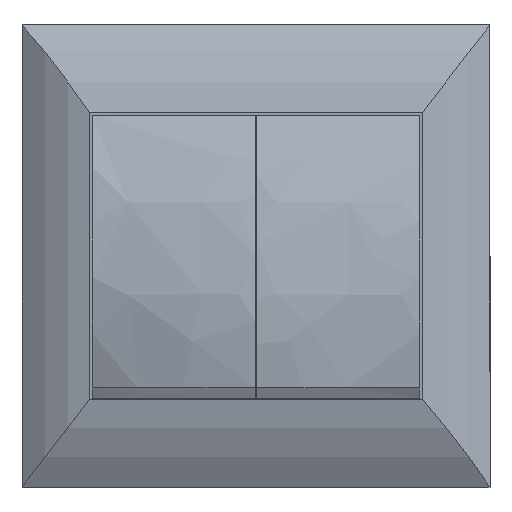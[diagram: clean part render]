
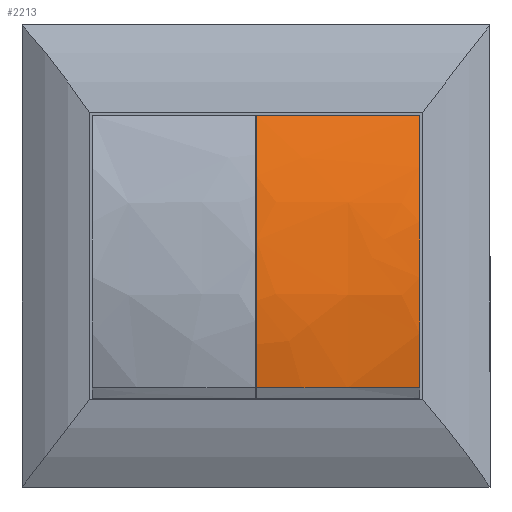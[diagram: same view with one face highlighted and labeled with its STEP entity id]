
A CAD part, top view. The second image highlights one B-rep face of the part: STEP entity #2213.
In plain terms, the highlighted free-form (B-spline) face has degree [3, 3] with [4, 14] control points.
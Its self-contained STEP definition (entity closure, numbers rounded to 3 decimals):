
#6 = CARTESIAN_POINT ( 'NONE',  ( 25.414, -7.089, 19.855 ) ) ;
#26 = CARTESIAN_POINT ( 'NONE',  ( -21.139, -23., 16.857 ) ) ;
#87 = CARTESIAN_POINT ( 'NONE',  ( -27.454, 24.5, 11.003 ) ) ;
#185 = CARTESIAN_POINT ( 'NONE',  ( 27.473, 24.5, 11.003 ) ) ;
#191 = EDGE_CURVE ( 'NONE', #2526, #1405, #2664, .T. ) ;
#368 = CARTESIAN_POINT ( 'NONE',  ( -25.357, 24.5, 11.009 ) ) ;
#369 = EDGE_CURVE ( 'NONE', #6678, #2465, #625, .T. ) ;
#371 = CARTESIAN_POINT ( 'NONE',  ( 28.5, -7.187, 19.265 ) ) ;
#625 = B_SPLINE_CURVE_WITH_KNOTS ( 'NONE', 3,
 ( #3966, #4023, #4062, #3959, #3953, #3945, #3939, #3917, #3904 ),
 .UNSPECIFIED., .F., .F.,
 ( 4, 1, 1, 1, 1, 1, 4 ),
 ( 0.502, 0.56, 0.671, 0.781, 0.891, 0.946, 1. ),
 .UNSPECIFIED. ) ;
#710 = CARTESIAN_POINT ( 'NONE',  ( -28.5, -23., 15. ) ) ;
#886 = CARTESIAN_POINT ( 'NONE',  ( -27.454, -23., 15.289 ) ) ;
#938 = CARTESIAN_POINT ( 'NONE',  ( 0.1, -6.724, 22.048 ) ) ;
#1081 = CIRCLE ( 'NONE', #2761, 70. ) ;
#1097 = ORIENTED_EDGE ( 'NONE', *, *, #369, .F. ) ;
#1142 = CARTESIAN_POINT ( 'NONE',  ( 27.473, 9.657, 17.946 ) ) ;
#1305 = CARTESIAN_POINT ( 'NONE',  ( -9.425, -23., 18.637 ) ) ;
#1312 = CARTESIAN_POINT ( 'NONE',  ( 27.473, -7.154, 19.461 ) ) ;
#1348 = FACE_OUTER_BOUND ( 'NONE', #3538, .T. ) ;
#1405 = VERTEX_POINT ( 'NONE', #3984 ) ;
#1452 = CARTESIAN_POINT ( 'NONE',  ( 3.413, -6.723, 22.055 ) ) ;
#1506 = CARTESIAN_POINT ( 'NONE',  ( -9.425, 24.5, 11.036 ) ) ;
#1526 = CARTESIAN_POINT ( 'NONE',  ( 28.5, 24.5, 11. ) ) ;
#1528 = CARTESIAN_POINT ( 'NONE',  ( 21.272, 9.841, 18.474 ) ) ;
#1539 = CARTESIAN_POINT ( 'NONE',  ( -15.83, -6.858, 21.244 ) ) ;
#1579 = CARTESIAN_POINT ( 'NONE',  ( -28.5, 9.623, 17.849 ) ) ;
#1663 = CARTESIAN_POINT ( 'NONE',  ( 28.5, 24.5, 11. ) ) ;
#1684 = CARTESIAN_POINT ( 'NONE',  ( -2.991, 24.5, 11.04 ) ) ;
#1815 = DIRECTION ( 'NONE',  ( 1., 0., 0. ) ) ;
#1877 = CARTESIAN_POINT ( 'NONE',  ( 3.413, -23., 19.009 ) ) ;
#2054 = CARTESIAN_POINT ( 'NONE',  ( 0.1, 10.107, 19.228 ) ) ;
#2069 = CARTESIAN_POINT ( 'NONE',  ( -25.357, 9.726, 18.145 ) ) ;
#2115 = CARTESIAN_POINT ( 'NONE',  ( -25.357, -7.087, 19.865 ) ) ;
#2213 = ADVANCED_FACE ( 'NONE', ( #1348 ), #6426, .T. ) ;
#2435 = CARTESIAN_POINT ( 'NONE',  ( 16.059, -23., 17.813 ) ) ;
#2465 = VERTEX_POINT ( 'NONE', #1526 ) ;
#2526 = VERTEX_POINT ( 'NONE', #6732 ) ;
#2654 = CARTESIAN_POINT ( 'NONE',  ( -27.454, 9.657, 17.948 ) ) ;
#2664 = B_SPLINE_CURVE_WITH_KNOTS ( 'NONE', 3,
 ( #5247, #5429, #5614, #5236, #5220, #5208, #5193, #5184, #5173 ),
 .UNSPECIFIED., .F., .F.,
 ( 4, 1, 1, 1, 1, 1, 4 ),
 ( 0., 0.054, 0.109, 0.219, 0.329, 0.44, 0.498 ),
 .UNSPECIFIED. ) ;
#2746 = CARTESIAN_POINT ( 'NONE',  ( 25.414, 24.5, 11.009 ) ) ;
#2761 = AXIS2_PLACEMENT_3D ( 'NONE', #5305, #1815, #5869 ) ;
#3008 = CARTESIAN_POINT ( 'NONE',  ( 25.414, -23., 15.854 ) ) ;
#3172 = CARTESIAN_POINT ( 'NONE',  ( 25.414, 9.724, 18.14 ) ) ;
#3188 = CARTESIAN_POINT ( 'NONE',  ( 21.272, 24.5, 11.018 ) ) ;
#3238 = CARTESIAN_POINT ( 'NONE',  ( 9.769, 24.5, 11.036 ) ) ;
#3499 = CARTESIAN_POINT ( 'NONE',  ( -25.357, -23., 15.869 ) ) ;
#3538 = EDGE_LOOP ( 'NONE', ( #1097, #7026, #5375, #4077 ) ) ;
#3589 = CARTESIAN_POINT ( 'NONE',  ( 28.5, -23., 15. ) ) ;
#3747 = CARTESIAN_POINT ( 'NONE',  ( -9.425, 10.062, 19.101 ) ) ;
#3825 = CARTESIAN_POINT ( 'NONE',  ( -28.5, -7.187, 19.265 ) ) ;
#3903 = CARTESIAN_POINT ( 'NONE',  ( -2.991, -6.722, 22.065 ) ) ;
#3904 = CARTESIAN_POINT ( 'NONE',  ( 28.5, 24.5, 11. ) ) ;
#3917 = CARTESIAN_POINT ( 'NONE',  ( 27.473, 24.5, 11.003 ) ) ;
#3939 = CARTESIAN_POINT ( 'NONE',  ( 25.414, 24.5, 11.009 ) ) ;
#3945 = CARTESIAN_POINT ( 'NONE',  ( 21.272, 24.5, 11.018 ) ) ;
#3953 = CARTESIAN_POINT ( 'NONE',  ( 16.059, 24.5, 11.028 ) ) ;
#3959 = CARTESIAN_POINT ( 'NONE',  ( 9.769, 24.5, 11.036 ) ) ;
#3966 = CARTESIAN_POINT ( 'NONE',  ( 0.1, 24.5, 11.04 ) ) ;
#3984 = CARTESIAN_POINT ( 'NONE',  ( 0.1, -23., 19. ) ) ;
#4019 = B_SPLINE_CURVE_WITH_KNOTS ( 'NONE', 3,
 ( #7190, #2054, #938, #4990 ),
 .UNSPECIFIED., .F., .F.,
 ( 4, 4 ),
 ( 0., 0.049 ),
 .UNSPECIFIED. ) ;
#4023 = CARTESIAN_POINT ( 'NONE',  ( 1.218, 24.5, 11.04 ) ) ;
#4062 = CARTESIAN_POINT ( 'NONE',  ( 4.444, 24.5, 11.039 ) ) ;
#4077 = ORIENTED_EDGE ( 'NONE', *, *, #5491, .F. ) ;
#4102 = CARTESIAN_POINT ( 'NONE',  ( 3.413, 24.5, 11.04 ) ) ;
#4274 = CARTESIAN_POINT ( 'NONE',  ( 16.059, 24.5, 11.028 ) ) ;
#4321 = CARTESIAN_POINT ( 'NONE',  ( -15.83, 9.966, 18.828 ) ) ;
#4781 = CARTESIAN_POINT ( 'NONE',  ( -15.83, -23., 17.851 ) ) ;
#4879 = CARTESIAN_POINT ( 'NONE',  ( -15.83, 24.5, 11.029 ) ) ;
#4942 = CARTESIAN_POINT ( 'NONE',  ( -9.425, -6.767, 21.794 ) ) ;
#4964 = CARTESIAN_POINT ( 'NONE',  ( -21.139, 9.845, 18.484 ) ) ;
#4990 = CARTESIAN_POINT ( 'NONE',  ( 0.1, -23., 19. ) ) ;
#5141 = CARTESIAN_POINT ( 'NONE',  ( -27.454, -7.154, 19.465 ) ) ;
#5173 = CARTESIAN_POINT ( 'NONE',  ( 0.1, -23., 19. ) ) ;
#5184 = CARTESIAN_POINT ( 'NONE',  ( 1.218, -23., 18.999 ) ) ;
#5193 = CARTESIAN_POINT ( 'NONE',  ( 4.444, -23., 18.943 ) ) ;
#5208 = CARTESIAN_POINT ( 'NONE',  ( 9.769, -23., 18.603 ) ) ;
#5220 = CARTESIAN_POINT ( 'NONE',  ( 16.059, -23., 17.813 ) ) ;
#5236 = CARTESIAN_POINT ( 'NONE',  ( 21.272, -23., 16.828 ) ) ;
#5247 = CARTESIAN_POINT ( 'NONE',  ( 28.5, -23., 15. ) ) ;
#5267 = CARTESIAN_POINT ( 'NONE',  ( 3.413, 10.108, 19.231 ) ) ;
#5305 = CARTESIAN_POINT ( 'NONE',  ( 28.5, -4.773, -52.585 ) ) ;
#5351 = CARTESIAN_POINT ( 'NONE',  ( -2.991, -23., 19.024 ) ) ;
#5375 = ORIENTED_EDGE ( 'NONE', *, *, #191, .F. ) ;
#5429 = CARTESIAN_POINT ( 'NONE',  ( 27.473, -23., 15.284 ) ) ;
#5437 = CARTESIAN_POINT ( 'NONE',  ( 0.1, 24.5, 11.04 ) ) ;
#5491 = EDGE_CURVE ( 'NONE', #2465, #2526, #1081, .T. ) ;
#5568 = CARTESIAN_POINT ( 'NONE',  ( -21.139, -6.973, 20.551 ) ) ;
#5614 = CARTESIAN_POINT ( 'NONE',  ( 25.414, -23., 15.854 ) ) ;
#5694 = CARTESIAN_POINT ( 'NONE',  ( -28.5, 24.5, 11. ) ) ;
#5869 = DIRECTION ( 'NONE',  ( 0., 0., -1. ) ) ;
#5872 = CARTESIAN_POINT ( 'NONE',  ( -21.139, 24.5, 11.019 ) ) ;
#5933 = CARTESIAN_POINT ( 'NONE',  ( 9.769, -23., 18.603 ) ) ;
#6106 = CARTESIAN_POINT ( 'NONE',  ( 28.5, 9.623, 17.849 ) ) ;
#6131 = CARTESIAN_POINT ( 'NONE',  ( 16.059, 9.961, 18.815 ) ) ;
#6170 = CARTESIAN_POINT ( 'NONE',  ( 21.272, -6.977, 20.531 ) ) ;
#6426 = B_SPLINE_SURFACE_WITH_KNOTS ( 'NONE', 3, 3, ( 
 ( #5694, #87, #368, #5872, #4879, #1506, #1684, #4102, #3238, #4274, #3188, #2746, #185, #1663 ),
 ( #1579, #2654, #2069, #4964, #4321, #3747, #6604, #5267, #6627, #6131, #1528, #3172, #1142, #6106 ),
 ( #3825, #5141, #2115, #5568, #1539, #4942, #3903, #1452, #7382, #7153, #6170, #6, #1312, #371 ),
 ( #710, #886, #3499, #26, #4781, #1305, #5351, #1877, #5933, #2435, #6492, #3008, #7010, #3589 ) ),
 .UNSPECIFIED., .F., .F., .F.,
 ( 4, 4 ),
 ( 4, 1, 1, 1, 1, 1, 1, 1, 1, 1, 1, 4 ),
 ( 0., 1. ),
 ( 0., 0.055, 0.111, 0.223, 0.335, 0.448, 0.56, 0.671, 0.781, 0.891, 0.946, 1. ),
 .UNSPECIFIED. ) ;
#6492 = CARTESIAN_POINT ( 'NONE',  ( 21.272, -23., 16.828 ) ) ;
#6604 = CARTESIAN_POINT ( 'NONE',  ( -2.991, 10.11, 19.236 ) ) ;
#6627 = CARTESIAN_POINT ( 'NONE',  ( 9.769, 10.058, 19.089 ) ) ;
#6678 = VERTEX_POINT ( 'NONE', #5437 ) ;
#6732 = CARTESIAN_POINT ( 'NONE',  ( 28.5, -23., 15. ) ) ;
#7010 = CARTESIAN_POINT ( 'NONE',  ( 27.473, -23., 15.284 ) ) ;
#7026 = ORIENTED_EDGE ( 'NONE', *, *, #7379, .T. ) ;
#7153 = CARTESIAN_POINT ( 'NONE',  ( 16.059, -6.863, 21.218 ) ) ;
#7190 = CARTESIAN_POINT ( 'NONE',  ( 0.1, 24.5, 11.04 ) ) ;
#7379 = EDGE_CURVE ( 'NONE', #6678, #1405, #4019, .T. ) ;
#7382 = CARTESIAN_POINT ( 'NONE',  ( 9.769, -6.771, 21.77 ) ) ;
